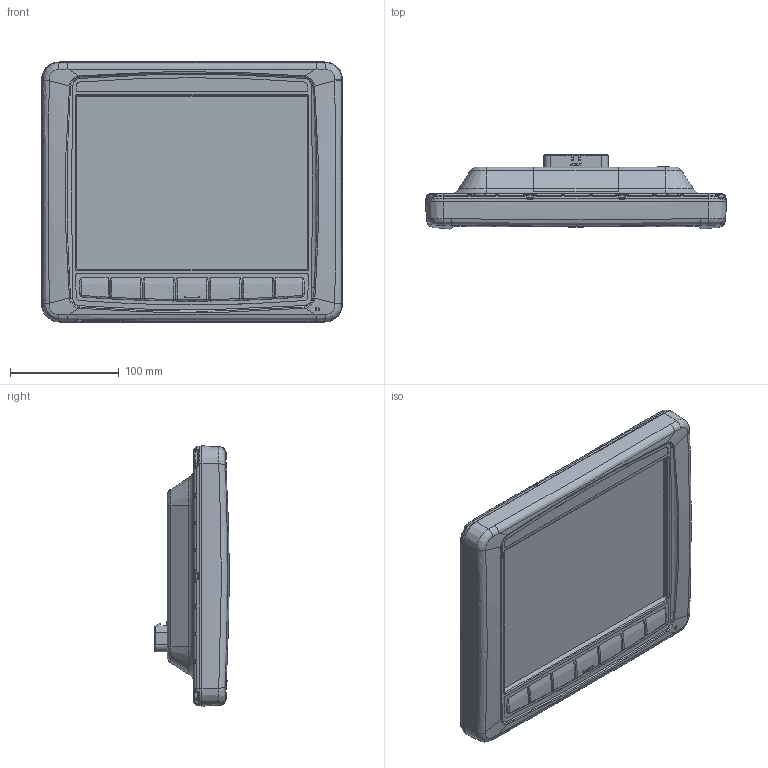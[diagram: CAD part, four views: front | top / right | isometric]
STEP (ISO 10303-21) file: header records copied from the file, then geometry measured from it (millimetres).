
FILE_DESCRIPTION((''),'2;1');
FILE_NAME('3D2104XX_A_SW1','2017-11-27T',('vlisnic'),(''),'PRO/ENGINEER BY PARAMETRIC TECHNOLOGY CORPORATION, 2016100','PRO/ENGINEER BY PARAMETRIC TECHNOLOGY CORPORATION, 2016100','');
FILE_SCHEMA(('CONFIG_CONTROL_DESIGN'));
Products named in the file (1): 3D2104XX_A_SW1
Bounding box: 276.91 x 68.37 x 239.65 mm (x, y, z)
Volume: 2446048.9 mm3; surface area: 266541.2 mm2
Topology: 1 solids, 2 shells, 3888 faces, 9589 edges, 5733 vertices
Faces by surface type: plane 1171, bspline 1145, cylinder 989, torus 229, cone 218, sphere 120, extrusion 16
Entity records: 184678 total; most frequent: CARTESIAN_POINT 102627, ORIENTED_EDGE 19166, DIRECTION 14299, EDGE_CURVE 9583, VERTEX_POINT 5733, AXIS2_PLACEMENT_3D 5382, EDGE_LOOP 3982, FACE_OUTER_BOUND 3888
